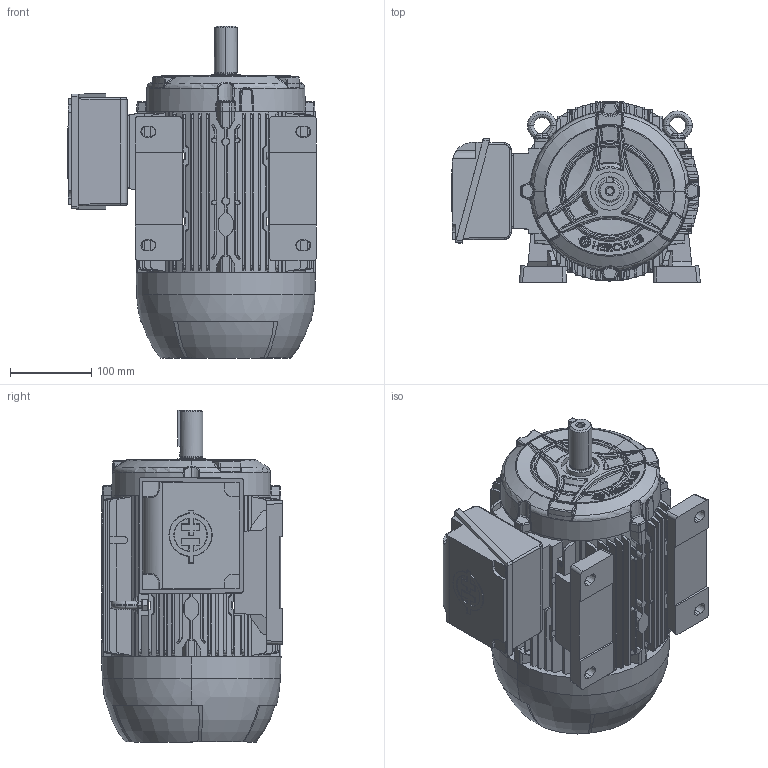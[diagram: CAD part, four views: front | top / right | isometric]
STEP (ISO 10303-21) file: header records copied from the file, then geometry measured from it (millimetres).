
FILE_DESCRIPTION (( 'STEP AP203' ), '1' );
FILE_NAME ('112S_CP_ST_RIGHT.STEP', '2022-06-28T19:54:45', ( '' ), ( '' ), 'SwSTEP 2.0', 'SolidWorks 2020', '' );
FILE_SCHEMA (( 'CONFIG_CONTROL_DESIGN' ));
Products named in the file (1): 112S_CP_ST_RIGHT
Bounding box: 306.18 x 222.38 x 408.5 mm (x, y, z)
Surface area: 729358.9 mm2 (no closed solid volume)
Topology: 0 solids, 17 shells, 2089 faces, 6372 edges, 4239 vertices
Faces by surface type: plane 960, cylinder 371, bspline 313, cone 267, torus 132, sphere 46
Entity records: 86616 total; most frequent: CARTESIAN_POINT 35740, ORIENTED_EDGE 11262, DIRECTION 8980, EDGE_CURVE 6364, VERTEX_POINT 4239, AXIS2_PLACEMENT_3D 3060, VECTOR 2860, LINE 2860
